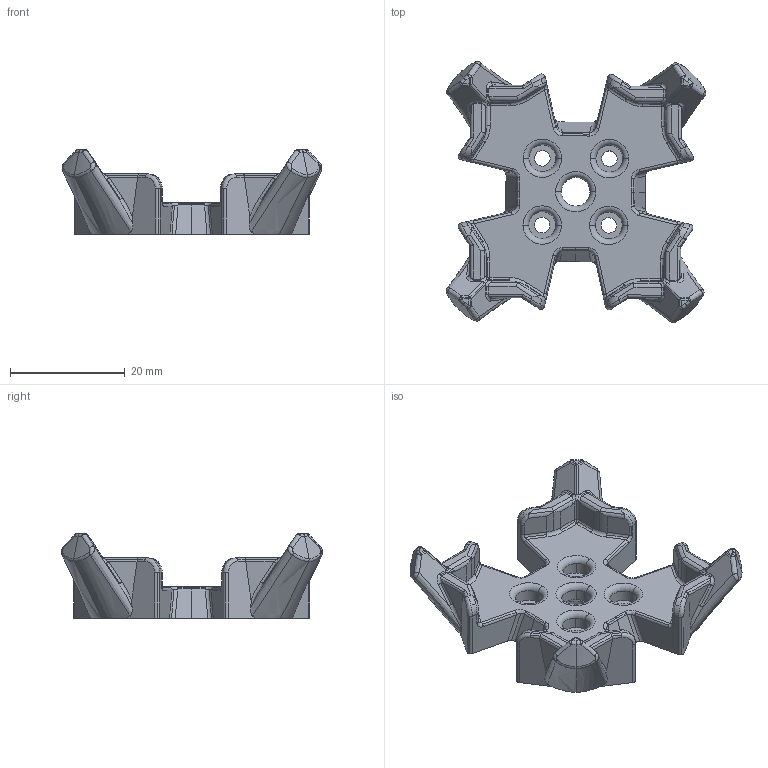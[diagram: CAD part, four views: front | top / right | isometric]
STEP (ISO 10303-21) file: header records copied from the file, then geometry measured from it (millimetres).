
FILE_DESCRIPTION(('STEP AP214'),'1');
FILE_NAME('Holder_02.stp','2023-03-07T18:48:18',(' '),(' '),'Spatial InterOp 3D',' ',' ');
FILE_SCHEMA(('AUTOMOTIVE_DESIGN { 1 0 10303 214 1 1 1 1 }'));
Length unit declared in the file: metre
Products named in the file (1): Holder_02
Bounding box: 45.25 x 45.47 x 14.74 mm (x, y, z)
Volume: 7689.2 mm3; surface area: 4985.9 mm2
Topology: 1 solids, 1 shells, 516 faces, 1348 edges, 822 vertices
Faces by surface type: cylinder 290, bspline 100, plane 73, torus 27, sphere 16, cone 10
Entity records: 40538 total; most frequent: CARTESIAN_POINT 28100, ORIENTED_EDGE 2664, DIRECTION 2623, EDGE_CURVE 1332, AXIS2_PLACEMENT_3D 1079, VERTEX_POINT 822, EDGE_LOOP 530, ADVANCED_FACE 516
